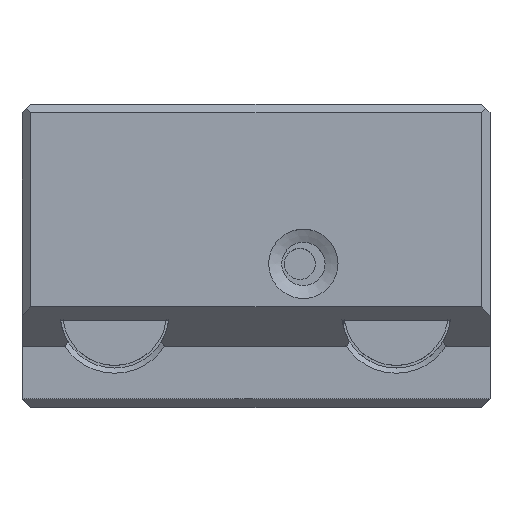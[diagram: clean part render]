
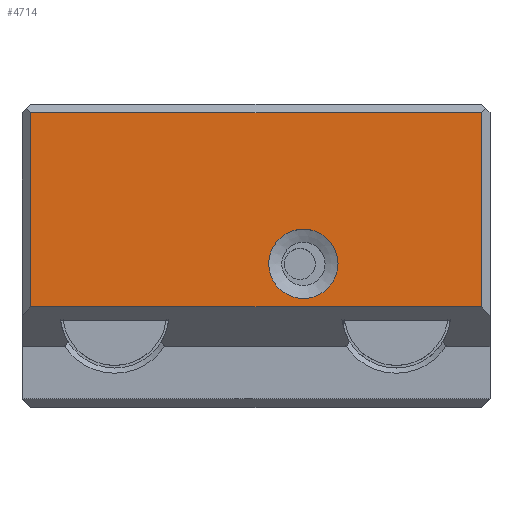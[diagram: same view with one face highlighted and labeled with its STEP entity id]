
A CAD part, top view. The second image highlights one B-rep face of the part: STEP entity #4714.
In plain terms, the highlighted planar face has unit normal (0, 0, 1).
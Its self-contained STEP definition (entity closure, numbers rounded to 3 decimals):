
#71=FACE_BOUND('',#949,.T.);
#406=PLANE('',#5163);
#667=FACE_OUTER_BOUND('',#948,.T.);
#948=EDGE_LOOP('',(#4279,#4280,#4281,#4282));
#949=EDGE_LOOP('',(#4283));
#1272=LINE('',#12436,#1626);
#1295=LINE('',#12517,#1649);
#1300=LINE('',#12526,#1654);
#1301=LINE('',#12527,#1655);
#1626=VECTOR('',#6259,10.);
#1649=VECTOR('',#6322,10.);
#1654=VECTOR('',#6329,10.);
#1655=VECTOR('',#6330,10.);
#1846=CIRCLE('',#5164,2.);
#2246=VERTEX_POINT('',#12433);
#2247=VERTEX_POINT('',#12435);
#2278=VERTEX_POINT('',#12514);
#2279=VERTEX_POINT('',#12516);
#2283=VERTEX_POINT('',#12528);
#2914=EDGE_CURVE('',#2246,#2247,#1272,.T.);
#2953=EDGE_CURVE('',#2278,#2279,#1295,.T.);
#2958=EDGE_CURVE('',#2247,#2278,#1300,.T.);
#2959=EDGE_CURVE('',#2279,#2246,#1301,.T.);
#2960=EDGE_CURVE('',#2283,#2283,#1846,.T.);
#4279=ORIENTED_EDGE('',*,*,#2953,.F.);
#4280=ORIENTED_EDGE('',*,*,#2958,.F.);
#4281=ORIENTED_EDGE('',*,*,#2914,.F.);
#4282=ORIENTED_EDGE('',*,*,#2959,.F.);
#4283=ORIENTED_EDGE('',*,*,#2960,.T.);
#4714=ADVANCED_FACE('',(#667,#71),#406,.T.);
#5163=AXIS2_PLACEMENT_3D('',#12525,#6327,#6328);
#5164=AXIS2_PLACEMENT_3D('',#12529,#6331,#6332);
#6259=DIRECTION('',(-1.,0.,0.));
#6322=DIRECTION('',(1.,0.,0.));
#6327=DIRECTION('center_axis',(0.,0.,1.));
#6328=DIRECTION('ref_axis',(1.,0.,0.));
#6329=DIRECTION('',(0.,1.,0.));
#6330=DIRECTION('',(0.,-1.,0.));
#6331=DIRECTION('center_axis',(0.,0.,-1.));
#6332=DIRECTION('ref_axis',(-1.,0.,0.));
#12433=CARTESIAN_POINT('',(28.628,-17.3,11.8));
#12435=CARTESIAN_POINT('',(2.627,-17.3,11.8));
#12436=CARTESIAN_POINT('',(22.377,-17.3,11.8));
#12514=CARTESIAN_POINT('',(2.627,-6.1,11.8));
#12516=CARTESIAN_POINT('',(28.628,-6.1,11.8));
#12517=CARTESIAN_POINT('',(22.378,-6.1,11.8));
#12525=CARTESIAN_POINT('Origin',(29.128,-5.6,11.8));
#12526=CARTESIAN_POINT('',(2.627,-5.6,11.8));
#12527=CARTESIAN_POINT('',(28.628,-5.6,11.8));
#12528=CARTESIAN_POINT('',(20.361,-14.816,11.8));
#12529=CARTESIAN_POINT('Origin',(18.361,-14.816,11.8));
